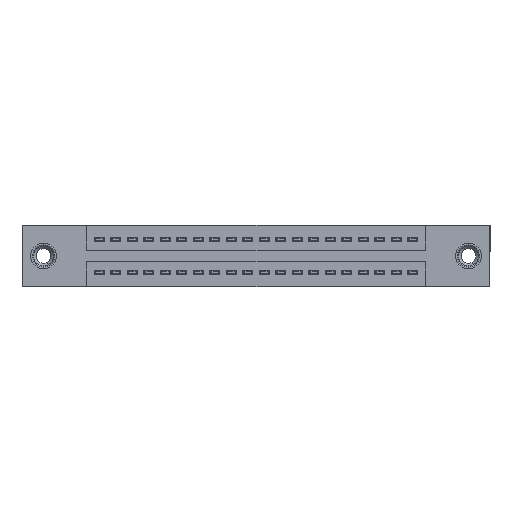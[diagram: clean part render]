
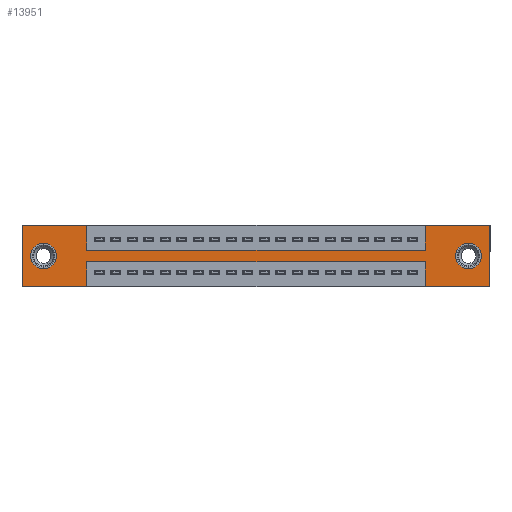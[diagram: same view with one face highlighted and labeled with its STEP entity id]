
A CAD part, front view. The second image highlights one B-rep face of the part: STEP entity #13951.
In plain terms, the highlighted planar face has unit normal (0, -1, 0).
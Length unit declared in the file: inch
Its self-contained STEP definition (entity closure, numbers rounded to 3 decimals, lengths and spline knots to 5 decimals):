
#50 = VERTEX_POINT ( 'NONE', #5473 ) ;
#217 = CARTESIAN_POINT ( 'NONE',  ( 0.3925, 0., 0. ) ) ;
#349 = CARTESIAN_POINT ( 'NONE',  ( 0.3925, 0., -0.37 ) ) ;
#407 = DIRECTION ( 'NONE',  ( 0., 1., 0. ) ) ;
#840 = LINE ( 'NONE', #12294, #13050 ) ;
#1141 = DIRECTION ( 'NONE',  ( 0., 0., -1. ) ) ;
#1240 = EDGE_CURVE ( 'NONE', #12572, #18142, #11626, .T. ) ;
#1652 = VECTOR ( 'NONE', #19939, 39.37008 ) ;
#1889 = DIRECTION ( 'NONE',  ( 0., 0., 1. ) ) ;
#2031 = VECTOR ( 'NONE', #15417, 39.37008 ) ;
#2102 = EDGE_CURVE ( 'NONE', #14599, #17685, #14379, .T. ) ;
#2529 = LINE ( 'NONE', #9219, #5004 ) ;
#2566 = CARTESIAN_POINT ( 'NONE',  ( 0., 0., -0.37 ) ) ;
#2706 = VECTOR ( 'NONE', #11880, 39.37008 ) ;
#2790 = DIRECTION ( 'NONE',  ( -1., 0., 0. ) ) ;
#2814 = ORIENTED_EDGE ( 'NONE', *, *, #6925, .F. ) ;
#2816 = AXIS2_PLACEMENT_3D ( 'NONE', #6138, #17140, #4344 ) ;
#2835 = CARTESIAN_POINT ( 'NONE',  ( 0., 0., 0. ) ) ;
#2995 = VECTOR ( 'NONE', #16674, 39.37008 ) ;
#3324 = VERTEX_POINT ( 'NONE', #13432 ) ;
#3762 = FACE_BOUND ( 'NONE', #19479, .T. ) ;
#3773 = ORIENTED_EDGE ( 'NONE', *, *, #3859, .F. ) ;
#3790 = EDGE_CURVE ( 'NONE', #3324, #12103, #840, .T. ) ;
#3804 = EDGE_CURVE ( 'NONE', #8431, #17561, #10547, .T. ) ;
#3833 = CARTESIAN_POINT ( 'NONE',  ( 2.4425, 0., -0.37 ) ) ;
#3859 = EDGE_CURVE ( 'NONE', #14002, #10713, #4342, .T. ) ;
#3998 = VECTOR ( 'NONE', #9809, 39.37008 ) ;
#4108 = VECTOR ( 'NONE', #12344, 39.37008 ) ;
#4342 = LINE ( 'NONE', #2835, #4108 ) ;
#4344 = DIRECTION ( 'NONE',  ( 0., 0., 1. ) ) ;
#4370 = ORIENTED_EDGE ( 'NONE', *, *, #3790, .F. ) ;
#4931 = CARTESIAN_POINT ( 'NONE',  ( 0.3925, 0., -0.15 ) ) ;
#5004 = VECTOR ( 'NONE', #1141, 39.37008 ) ;
#5231 = ORIENTED_EDGE ( 'NONE', *, *, #15672, .F. ) ;
#5449 = ORIENTED_EDGE ( 'NONE', *, *, #11018, .F. ) ;
#5473 = CARTESIAN_POINT ( 'NONE',  ( 2.4425, 0., 0. ) ) ;
#5596 = DIRECTION ( 'NONE',  ( -1., 0., 0. ) ) ;
#5680 = CIRCLE ( 'NONE', #13155, 0.078 ) ;
#5694 = ORIENTED_EDGE ( 'NONE', *, *, #1240, .F. ) ;
#5734 = PLANE ( 'NONE',  #14482 ) ;
#5830 = ORIENTED_EDGE ( 'NONE', *, *, #12239, .F. ) ;
#6138 = CARTESIAN_POINT ( 'NONE',  ( 0.13, 0., -0.185 ) ) ;
#6201 = VECTOR ( 'NONE', #5596, 39.37008 ) ;
#6444 = VERTEX_POINT ( 'NONE', #3833 ) ;
#6669 = LINE ( 'NONE', #16731, #6201 ) ;
#6732 = ORIENTED_EDGE ( 'NONE', *, *, #2102, .T. ) ;
#6925 = EDGE_CURVE ( 'NONE', #13585, #12572, #12474, .T. ) ;
#7436 = LINE ( 'NONE', #8659, #2995 ) ;
#7489 = LINE ( 'NONE', #18757, #2031 ) ;
#7499 = DIRECTION ( 'NONE',  ( 0., 0., -1. ) ) ;
#7542 = LINE ( 'NONE', #19732, #15798 ) ;
#7858 = EDGE_CURVE ( 'NONE', #17685, #14599, #8405, .T. ) ;
#8148 = EDGE_LOOP ( 'NONE', ( #15768, #4370, #15893, #5830, #8870, #17172, #5449, #5694, #2814, #20016, #3773, #5231 ) ) ;
#8343 = CARTESIAN_POINT ( 'NONE',  ( 2.705, 0., -0.185 ) ) ;
#8405 = CIRCLE ( 'NONE', #10692, 0.078 ) ;
#8431 = VERTEX_POINT ( 'NONE', #15318 ) ;
#8470 = FACE_OUTER_BOUND ( 'NONE', #8148, .T. ) ;
#8659 = CARTESIAN_POINT ( 'NONE',  ( 2.835, 0., 0. ) ) ;
#8859 = DIRECTION ( 'NONE',  ( 0., -1., 0. ) ) ;
#8870 = ORIENTED_EDGE ( 'NONE', *, *, #10250, .F. ) ;
#9006 = CARTESIAN_POINT ( 'NONE',  ( 0.3925, 0., -0.22 ) ) ;
#9093 = ORIENTED_EDGE ( 'NONE', *, *, #18951, .T. ) ;
#9219 = CARTESIAN_POINT ( 'NONE',  ( 0.3925, 0., -0.37 ) ) ;
#9445 = VECTOR ( 'NONE', #11677, 39.37008 ) ;
#9809 = DIRECTION ( 'NONE',  ( 0., 0., -1. ) ) ;
#10093 = VERTEX_POINT ( 'NONE', #13277 ) ;
#10250 = EDGE_CURVE ( 'NONE', #16254, #10093, #7436, .T. ) ;
#10404 = CARTESIAN_POINT ( 'NONE',  ( 0.3925, 0., 0. ) ) ;
#10547 = CIRCLE ( 'NONE', #11072, 0.078 ) ;
#10692 = AXIS2_PLACEMENT_3D ( 'NONE', #15970, #16373, #1889 ) ;
#10713 = VERTEX_POINT ( 'NONE', #17719 ) ;
#10828 = EDGE_CURVE ( 'NONE', #50, #16254, #16341, .T. ) ;
#11018 = EDGE_CURVE ( 'NONE', #18142, #50, #16588, .T. ) ;
#11072 = AXIS2_PLACEMENT_3D ( 'NONE', #8343, #407, #7499 ) ;
#11280 = EDGE_LOOP ( 'NONE', ( #9093, #20089 ) ) ;
#11625 = ORIENTED_EDGE ( 'NONE', *, *, #7858, .T. ) ;
#11626 = LINE ( 'NONE', #14927, #2706 ) ;
#11677 = DIRECTION ( 'NONE',  ( 1., 0., 0. ) ) ;
#11880 = DIRECTION ( 'NONE',  ( 1., 0., 0. ) ) ;
#12027 = CARTESIAN_POINT ( 'NONE',  ( 0., 0., 0. ) ) ;
#12103 = VERTEX_POINT ( 'NONE', #9006 ) ;
#12239 = EDGE_CURVE ( 'NONE', #10093, #6444, #7542, .T. ) ;
#12294 = CARTESIAN_POINT ( 'NONE',  ( 0.3925, 0., -0.22 ) ) ;
#12344 = DIRECTION ( 'NONE',  ( 0., 0., 1. ) ) ;
#12474 = LINE ( 'NONE', #10404, #3998 ) ;
#12572 = VERTEX_POINT ( 'NONE', #4931 ) ;
#13003 = CARTESIAN_POINT ( 'NONE',  ( 0., 0., 0. ) ) ;
#13050 = VECTOR ( 'NONE', #2790, 39.37008 ) ;
#13155 = AXIS2_PLACEMENT_3D ( 'NONE', #19181, #17510, #19305 ) ;
#13277 = CARTESIAN_POINT ( 'NONE',  ( 2.835, 0., -0.37 ) ) ;
#13305 = DIRECTION ( 'NONE',  ( 0., 0., 1. ) ) ;
#13432 = CARTESIAN_POINT ( 'NONE',  ( 2.4425, 0., -0.22 ) ) ;
#13585 = VERTEX_POINT ( 'NONE', #217 ) ;
#13595 = CARTESIAN_POINT ( 'NONE',  ( 0., 0., -0.37 ) ) ;
#13662 = VERTEX_POINT ( 'NONE', #349 ) ;
#13951 = ADVANCED_FACE ( 'NONE', ( #17449, #3762, #8470 ), #5734, .T. ) ;
#14002 = VERTEX_POINT ( 'NONE', #2566 ) ;
#14173 = CARTESIAN_POINT ( 'NONE',  ( 0.13, 0., -0.107 ) ) ;
#14379 = CIRCLE ( 'NONE', #2816, 0.078 ) ;
#14482 = AXIS2_PLACEMENT_3D ( 'NONE', #13595, #8859, #18516 ) ;
#14585 = DIRECTION ( 'NONE',  ( -1., 0., 0. ) ) ;
#14599 = VERTEX_POINT ( 'NONE', #15587 ) ;
#14818 = EDGE_CURVE ( 'NONE', #10713, #13585, #15929, .T. ) ;
#14927 = CARTESIAN_POINT ( 'NONE',  ( 0.3925, 0., -0.15 ) ) ;
#15318 = CARTESIAN_POINT ( 'NONE',  ( 2.705, 0., -0.263 ) ) ;
#15417 = DIRECTION ( 'NONE',  ( 0., 0., 1. ) ) ;
#15587 = CARTESIAN_POINT ( 'NONE',  ( 0.13, 0., -0.263 ) ) ;
#15665 = CARTESIAN_POINT ( 'NONE',  ( 2.4425, 0., -0.15 ) ) ;
#15672 = EDGE_CURVE ( 'NONE', #13662, #14002, #6669, .T. ) ;
#15768 = ORIENTED_EDGE ( 'NONE', *, *, #17461, .F. ) ;
#15798 = VECTOR ( 'NONE', #14585, 39.37008 ) ;
#15893 = ORIENTED_EDGE ( 'NONE', *, *, #16885, .F. ) ;
#15929 = LINE ( 'NONE', #13003, #9445 ) ;
#15970 = CARTESIAN_POINT ( 'NONE',  ( 0.13, 0., -0.185 ) ) ;
#16254 = VERTEX_POINT ( 'NONE', #19550 ) ;
#16341 = LINE ( 'NONE', #12027, #1652 ) ;
#16373 = DIRECTION ( 'NONE',  ( 0., 1., 0. ) ) ;
#16588 = LINE ( 'NONE', #16719, #20343 ) ;
#16674 = DIRECTION ( 'NONE',  ( 0., 0., -1. ) ) ;
#16719 = CARTESIAN_POINT ( 'NONE',  ( 2.4425, 0., 0. ) ) ;
#16731 = CARTESIAN_POINT ( 'NONE',  ( 0., 0., -0.37 ) ) ;
#16885 = EDGE_CURVE ( 'NONE', #6444, #3324, #7489, .T. ) ;
#17140 = DIRECTION ( 'NONE',  ( 0., 1., 0. ) ) ;
#17172 = ORIENTED_EDGE ( 'NONE', *, *, #10828, .F. ) ;
#17449 = FACE_BOUND ( 'NONE', #11280, .T. ) ;
#17461 = EDGE_CURVE ( 'NONE', #12103, #13662, #2529, .T. ) ;
#17510 = DIRECTION ( 'NONE',  ( 0., 1., 0. ) ) ;
#17557 = CARTESIAN_POINT ( 'NONE',  ( 2.705, 0., -0.107 ) ) ;
#17561 = VERTEX_POINT ( 'NONE', #17557 ) ;
#17685 = VERTEX_POINT ( 'NONE', #14173 ) ;
#17719 = CARTESIAN_POINT ( 'NONE',  ( 0., 0., 0. ) ) ;
#18142 = VERTEX_POINT ( 'NONE', #15665 ) ;
#18516 = DIRECTION ( 'NONE',  ( 0., 0., -1. ) ) ;
#18757 = CARTESIAN_POINT ( 'NONE',  ( 2.4425, 0., -0.37 ) ) ;
#18951 = EDGE_CURVE ( 'NONE', #17561, #8431, #5680, .T. ) ;
#19181 = CARTESIAN_POINT ( 'NONE',  ( 2.705, 0., -0.185 ) ) ;
#19305 = DIRECTION ( 'NONE',  ( 0., 0., -1. ) ) ;
#19479 = EDGE_LOOP ( 'NONE', ( #11625, #6732 ) ) ;
#19550 = CARTESIAN_POINT ( 'NONE',  ( 2.835, 0., 0. ) ) ;
#19732 = CARTESIAN_POINT ( 'NONE',  ( 0., 0., -0.37 ) ) ;
#19939 = DIRECTION ( 'NONE',  ( 1., 0., 0. ) ) ;
#20016 = ORIENTED_EDGE ( 'NONE', *, *, #14818, .F. ) ;
#20089 = ORIENTED_EDGE ( 'NONE', *, *, #3804, .T. ) ;
#20343 = VECTOR ( 'NONE', #13305, 39.37008 ) ;
